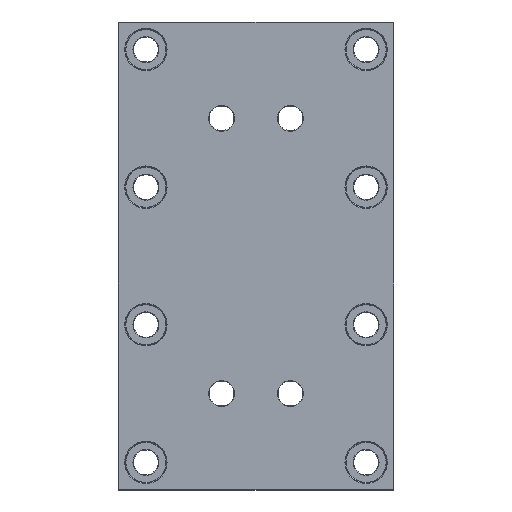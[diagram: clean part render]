
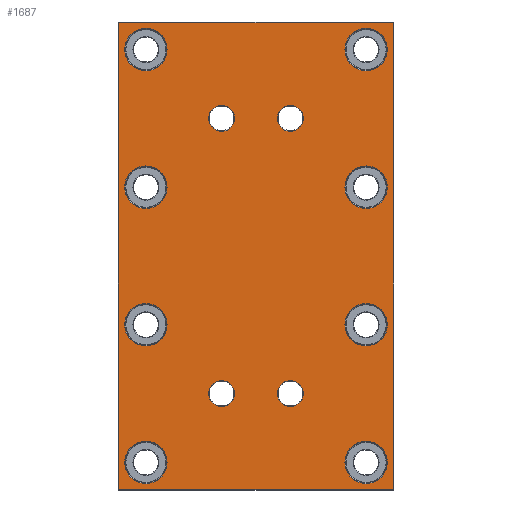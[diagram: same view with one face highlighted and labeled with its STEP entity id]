
A CAD part, top view. The second image highlights one B-rep face of the part: STEP entity #1687.
In plain terms, the highlighted planar face has unit normal (0, 0, 1).
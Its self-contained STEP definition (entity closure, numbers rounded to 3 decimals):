
#48=FACE_BOUND('',#279,.T.);
#49=FACE_BOUND('',#280,.T.);
#50=FACE_BOUND('',#281,.T.);
#51=FACE_BOUND('',#282,.T.);
#52=FACE_BOUND('',#283,.T.);
#53=FACE_BOUND('',#284,.T.);
#54=FACE_BOUND('',#285,.T.);
#55=FACE_BOUND('',#286,.T.);
#56=FACE_BOUND('',#287,.T.);
#57=FACE_BOUND('',#288,.T.);
#58=FACE_BOUND('',#289,.T.);
#59=FACE_BOUND('',#290,.T.);
#84=PLANE('',#1884);
#159=FACE_OUTER_BOUND('',#278,.T.);
#278=EDGE_LOOP('',(#1307,#1308,#1309,#1310));
#279=EDGE_LOOP('',(#1311));
#280=EDGE_LOOP('',(#1312));
#281=EDGE_LOOP('',(#1313));
#282=EDGE_LOOP('',(#1314));
#283=EDGE_LOOP('',(#1315));
#284=EDGE_LOOP('',(#1316));
#285=EDGE_LOOP('',(#1317));
#286=EDGE_LOOP('',(#1318));
#287=EDGE_LOOP('',(#1319));
#288=EDGE_LOOP('',(#1320));
#289=EDGE_LOOP('',(#1321));
#290=EDGE_LOOP('',(#1322));
#406=LINE('',#2810,#526);
#407=LINE('',#2812,#527);
#408=LINE('',#2814,#528);
#409=LINE('',#2815,#529);
#526=VECTOR('',#2274,10.);
#527=VECTOR('',#2275,10.);
#528=VECTOR('',#2276,10.);
#529=VECTOR('',#2277,10.);
#681=CIRCLE('',#1883,7.7);
#682=CIRCLE('',#1885,7.7);
#683=CIRCLE('',#1886,7.7);
#684=CIRCLE('',#1887,7.7);
#685=CIRCLE('',#1888,7.7);
#686=CIRCLE('',#1889,4.7);
#687=CIRCLE('',#1890,4.7);
#688=CIRCLE('',#1891,4.7);
#689=CIRCLE('',#1892,4.7);
#690=CIRCLE('',#1893,7.7);
#691=CIRCLE('',#1894,7.7);
#692=CIRCLE('',#1895,7.7);
#801=VERTEX_POINT('',#2804);
#802=VERTEX_POINT('',#2808);
#803=VERTEX_POINT('',#2809);
#804=VERTEX_POINT('',#2811);
#805=VERTEX_POINT('',#2813);
#806=VERTEX_POINT('',#2816);
#807=VERTEX_POINT('',#2818);
#808=VERTEX_POINT('',#2820);
#809=VERTEX_POINT('',#2822);
#810=VERTEX_POINT('',#2824);
#811=VERTEX_POINT('',#2826);
#812=VERTEX_POINT('',#2828);
#813=VERTEX_POINT('',#2830);
#814=VERTEX_POINT('',#2832);
#815=VERTEX_POINT('',#2834);
#816=VERTEX_POINT('',#2836);
#981=EDGE_CURVE('',#801,#801,#681,.T.);
#983=EDGE_CURVE('',#802,#803,#406,.T.);
#984=EDGE_CURVE('',#804,#802,#407,.T.);
#985=EDGE_CURVE('',#805,#804,#408,.T.);
#986=EDGE_CURVE('',#803,#805,#409,.T.);
#987=EDGE_CURVE('',#806,#806,#682,.T.);
#988=EDGE_CURVE('',#807,#807,#683,.T.);
#989=EDGE_CURVE('',#808,#808,#684,.T.);
#990=EDGE_CURVE('',#809,#809,#685,.T.);
#991=EDGE_CURVE('',#810,#810,#686,.T.);
#992=EDGE_CURVE('',#811,#811,#687,.T.);
#993=EDGE_CURVE('',#812,#812,#688,.T.);
#994=EDGE_CURVE('',#813,#813,#689,.T.);
#995=EDGE_CURVE('',#814,#814,#690,.T.);
#996=EDGE_CURVE('',#815,#815,#691,.T.);
#997=EDGE_CURVE('',#816,#816,#692,.T.);
#1307=ORIENTED_EDGE('',*,*,#983,.F.);
#1308=ORIENTED_EDGE('',*,*,#984,.F.);
#1309=ORIENTED_EDGE('',*,*,#985,.F.);
#1310=ORIENTED_EDGE('',*,*,#986,.F.);
#1311=ORIENTED_EDGE('',*,*,#987,.F.);
#1312=ORIENTED_EDGE('',*,*,#988,.F.);
#1313=ORIENTED_EDGE('',*,*,#989,.F.);
#1314=ORIENTED_EDGE('',*,*,#990,.F.);
#1315=ORIENTED_EDGE('',*,*,#991,.F.);
#1316=ORIENTED_EDGE('',*,*,#992,.F.);
#1317=ORIENTED_EDGE('',*,*,#993,.F.);
#1318=ORIENTED_EDGE('',*,*,#994,.F.);
#1319=ORIENTED_EDGE('',*,*,#995,.F.);
#1320=ORIENTED_EDGE('',*,*,#996,.F.);
#1321=ORIENTED_EDGE('',*,*,#997,.F.);
#1322=ORIENTED_EDGE('',*,*,#981,.F.);
#1687=ADVANCED_FACE('',(#159,#48,#49,#50,#51,#52,#53,#54,#55,#56,#57,#58,
#59),#84,.T.);
#1883=AXIS2_PLACEMENT_3D('',#2805,#2269,#2270);
#1884=AXIS2_PLACEMENT_3D('',#2807,#2272,#2273);
#1885=AXIS2_PLACEMENT_3D('',#2817,#2278,#2279);
#1886=AXIS2_PLACEMENT_3D('',#2819,#2280,#2281);
#1887=AXIS2_PLACEMENT_3D('',#2821,#2282,#2283);
#1888=AXIS2_PLACEMENT_3D('',#2823,#2284,#2285);
#1889=AXIS2_PLACEMENT_3D('',#2825,#2286,#2287);
#1890=AXIS2_PLACEMENT_3D('',#2827,#2288,#2289);
#1891=AXIS2_PLACEMENT_3D('',#2829,#2290,#2291);
#1892=AXIS2_PLACEMENT_3D('',#2831,#2292,#2293);
#1893=AXIS2_PLACEMENT_3D('',#2833,#2294,#2295);
#1894=AXIS2_PLACEMENT_3D('',#2835,#2296,#2297);
#1895=AXIS2_PLACEMENT_3D('',#2837,#2298,#2299);
#2269=DIRECTION('center_axis',(0.,0.,1.));
#2270=DIRECTION('ref_axis',(-1.,0.,0.));
#2272=DIRECTION('center_axis',(0.,0.,1.));
#2273=DIRECTION('ref_axis',(1.,0.,0.));
#2274=DIRECTION('',(0.,1.,0.));
#2275=DIRECTION('',(-1.,0.,0.));
#2276=DIRECTION('',(0.,-1.,0.));
#2277=DIRECTION('',(1.,0.,0.));
#2278=DIRECTION('center_axis',(0.,0.,1.));
#2279=DIRECTION('ref_axis',(-1.,0.,0.));
#2280=DIRECTION('center_axis',(0.,0.,1.));
#2281=DIRECTION('ref_axis',(-1.,0.,0.));
#2282=DIRECTION('center_axis',(0.,0.,1.));
#2283=DIRECTION('ref_axis',(-1.,0.,0.));
#2284=DIRECTION('center_axis',(0.,0.,1.));
#2285=DIRECTION('ref_axis',(-1.,0.,0.));
#2286=DIRECTION('center_axis',(0.,0.,1.));
#2287=DIRECTION('ref_axis',(-1.,0.,0.));
#2288=DIRECTION('center_axis',(0.,0.,1.));
#2289=DIRECTION('ref_axis',(-1.,0.,0.));
#2290=DIRECTION('center_axis',(0.,0.,1.));
#2291=DIRECTION('ref_axis',(-1.,0.,0.));
#2292=DIRECTION('center_axis',(0.,0.,1.));
#2293=DIRECTION('ref_axis',(-1.,0.,0.));
#2294=DIRECTION('center_axis',(0.,0.,1.));
#2295=DIRECTION('ref_axis',(-1.,0.,0.));
#2296=DIRECTION('center_axis',(0.,0.,1.));
#2297=DIRECTION('ref_axis',(-1.,0.,0.));
#2298=DIRECTION('center_axis',(0.,0.,1.));
#2299=DIRECTION('ref_axis',(-1.,0.,0.));
#2804=CARTESIAN_POINT('',(97.7,10.,20.));
#2805=CARTESIAN_POINT('Origin',(90.,10.,20.));
#2807=CARTESIAN_POINT('Origin',(50.,85.,20.));
#2808=CARTESIAN_POINT('',(0.2,0.2,20.));
#2809=CARTESIAN_POINT('',(0.2,169.8,20.));
#2810=CARTESIAN_POINT('',(0.2,127.5,20.));
#2811=CARTESIAN_POINT('',(99.8,0.2,20.));
#2812=CARTESIAN_POINT('',(25.,0.2,20.));
#2813=CARTESIAN_POINT('',(99.8,169.8,20.));
#2814=CARTESIAN_POINT('',(99.8,42.5,20.));
#2815=CARTESIAN_POINT('',(75.,169.8,20.));
#2816=CARTESIAN_POINT('',(97.7,110.,20.));
#2817=CARTESIAN_POINT('Origin',(90.,110.,20.));
#2818=CARTESIAN_POINT('',(17.7,110.,20.));
#2819=CARTESIAN_POINT('Origin',(10.,110.,20.));
#2820=CARTESIAN_POINT('',(17.7,60.,20.));
#2821=CARTESIAN_POINT('Origin',(10.,60.,20.));
#2822=CARTESIAN_POINT('',(97.7,160.,20.));
#2823=CARTESIAN_POINT('Origin',(90.,160.,20.));
#2824=CARTESIAN_POINT('',(67.2,35.,20.));
#2825=CARTESIAN_POINT('Origin',(62.5,35.,20.));
#2826=CARTESIAN_POINT('',(42.2,35.,20.));
#2827=CARTESIAN_POINT('Origin',(37.5,35.,20.));
#2828=CARTESIAN_POINT('',(42.2,135.,20.));
#2829=CARTESIAN_POINT('Origin',(37.5,135.,20.));
#2830=CARTESIAN_POINT('',(67.2,135.,20.));
#2831=CARTESIAN_POINT('Origin',(62.5,135.,20.));
#2832=CARTESIAN_POINT('',(97.7,60.,20.));
#2833=CARTESIAN_POINT('Origin',(90.,60.,20.));
#2834=CARTESIAN_POINT('',(17.7,160.,20.));
#2835=CARTESIAN_POINT('Origin',(10.,160.,20.));
#2836=CARTESIAN_POINT('',(17.7,10.,20.));
#2837=CARTESIAN_POINT('Origin',(10.,10.,20.));
